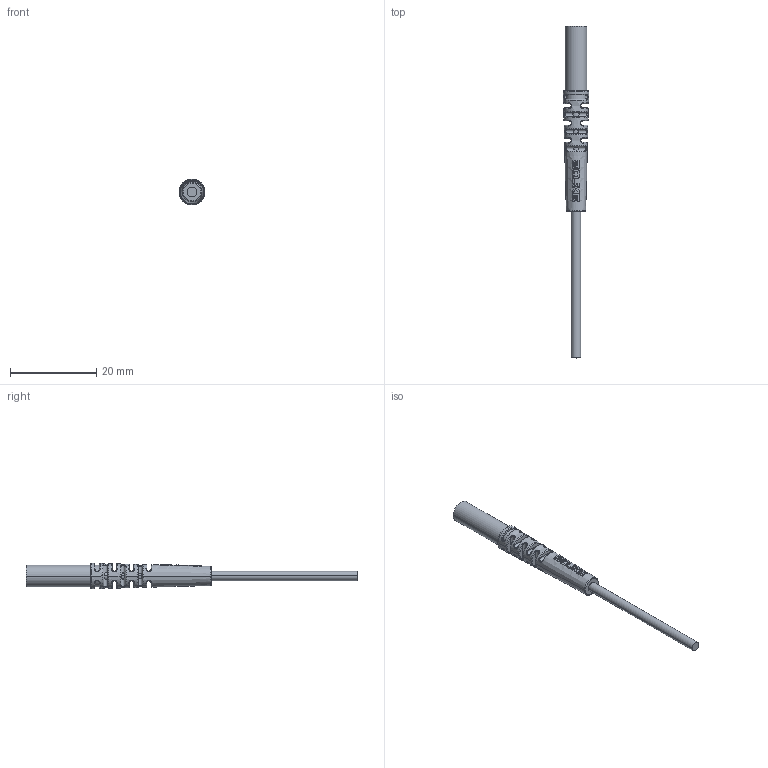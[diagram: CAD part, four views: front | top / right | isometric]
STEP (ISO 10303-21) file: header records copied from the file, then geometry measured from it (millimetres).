
FILE_DESCRIPTION((''),'2;1');
FILE_NAME('PT5Y10Q_ASM','2020-06-08T17:33:03',('Administrator'),(''),'CREO PARAMETRIC BY PTC INC, 2018400','CREO PARAMETRIC BY PTC INC, 2018400','');
FILE_SCHEMA(('AUTOMOTIVE_DESIGN { 1 0 10303 214 1 1 1 1 }'));
Length unit declared in the file: millimetre
Products named in the file (5): 5MM-17__; 22XIAN__; PTM6___; 6MM_10DAN___ASM; PT5Y10Q_ASM
Assembly tree (4 placements, depth 3):
  PT5Y10Q_ASM
    5MM-17__
    6MM_10DAN___ASM
      22XIAN__
      PTM6___
Bounding box: 5.99 x 77 x 5.99 mm (x, y, z)
Volume: 761.3 mm3; surface area: 1691.2 mm2
Topology: 3 solids, 3 shells, 194 faces, 492 edges, 312 vertices
Faces by surface type: extrusion 48, bspline 42, plane 34, torus 32, cylinder 26, cone 12
Entity records: 12403 total; most frequent: CARTESIAN_POINT 6421, ORIENTED_EDGE 984, DIRECTION 725, EDGE_CURVE 492, PRESENTATION_STYLE_ASSIGNMENT 473, STYLED_ITEM 473, CURVE_STYLE 468, VERTEX_POINT 312
